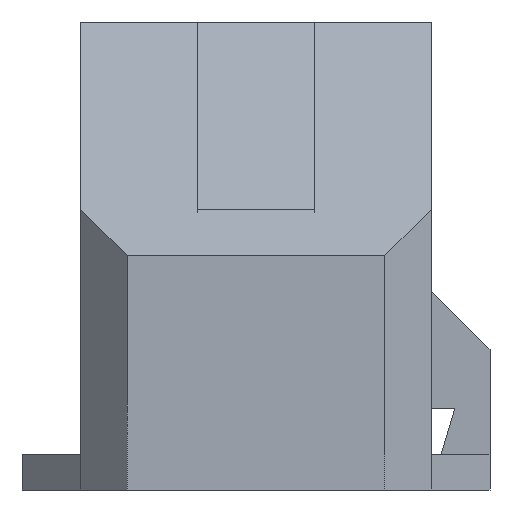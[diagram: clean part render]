
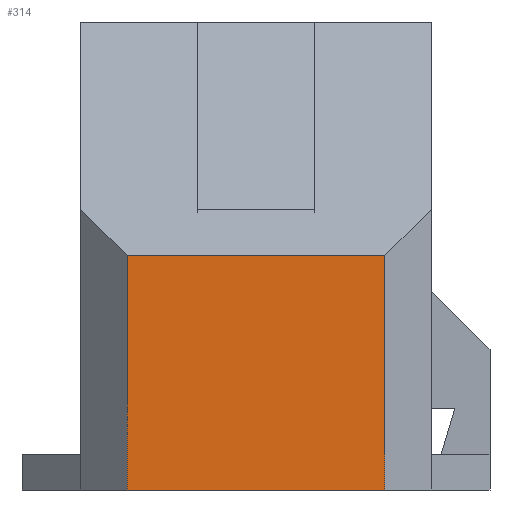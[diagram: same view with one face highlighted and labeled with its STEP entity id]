
A CAD part, front view. The second image highlights one B-rep face of the part: STEP entity #314.
In plain terms, the highlighted planar face has unit normal (0, -1, 0).
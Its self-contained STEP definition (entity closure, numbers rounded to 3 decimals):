
#80 = VERTEX_POINT('',#81);
#81 = CARTESIAN_POINT('',(11.,-65.05,0.));
#87 = EDGE_CURVE('',#88,#80,#90,.T.);
#88 = VERTEX_POINT('',#89);
#89 = CARTESIAN_POINT('',(-11.,-65.05,0.));
#90 = LINE('',#91,#92);
#91 = CARTESIAN_POINT('',(-15.,-65.05,0.));
#92 = VECTOR('',#93,1.);
#93 = DIRECTION('',(1.,0.,0.));
#232 = VERTEX_POINT('',#233);
#233 = CARTESIAN_POINT('',(-11.,-65.05,-20.));
#241 = EDGE_CURVE('',#232,#88,#242,.T.);
#242 = LINE('',#243,#244);
#243 = CARTESIAN_POINT('',(-11.,-65.05,-20.));
#244 = VECTOR('',#245,1.);
#245 = DIRECTION('',(0.,0.,1.));
#314 = ADVANCED_FACE('',(#315),#333,.T.);
#315 = FACE_BOUND('',#316,.T.);
#316 = EDGE_LOOP('',(#317,#325,#331,#332));
#317 = ORIENTED_EDGE('',*,*,#318,.T.);
#318 = EDGE_CURVE('',#232,#319,#321,.T.);
#319 = VERTEX_POINT('',#320);
#320 = CARTESIAN_POINT('',(11.,-65.05,-20.));
#321 = LINE('',#322,#323);
#322 = CARTESIAN_POINT('',(-15.,-65.05,-20.));
#323 = VECTOR('',#324,1.);
#324 = DIRECTION('',(1.,0.,0.));
#325 = ORIENTED_EDGE('',*,*,#326,.T.);
#326 = EDGE_CURVE('',#319,#80,#327,.T.);
#327 = LINE('',#328,#329);
#328 = CARTESIAN_POINT('',(11.,-65.05,-20.));
#329 = VECTOR('',#330,1.);
#330 = DIRECTION('',(0.,0.,1.));
#331 = ORIENTED_EDGE('',*,*,#87,.F.);
#332 = ORIENTED_EDGE('',*,*,#241,.F.);
#333 = PLANE('',#334);
#334 = AXIS2_PLACEMENT_3D('',#335,#336,#337);
#335 = CARTESIAN_POINT('',(-15.,-65.05,-20.));
#336 = DIRECTION('',(0.,-1.,0.));
#337 = DIRECTION('',(0.,0.,1.));
